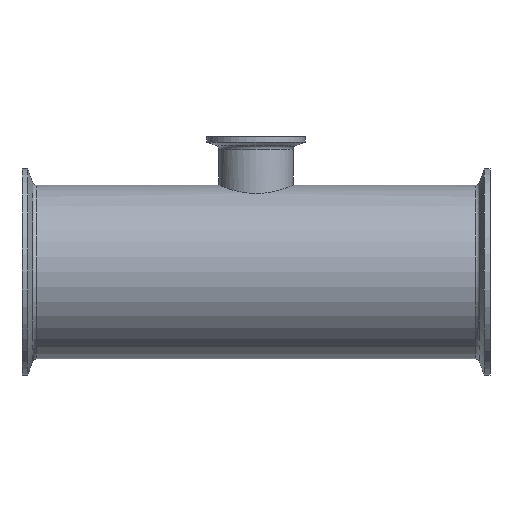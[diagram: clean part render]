
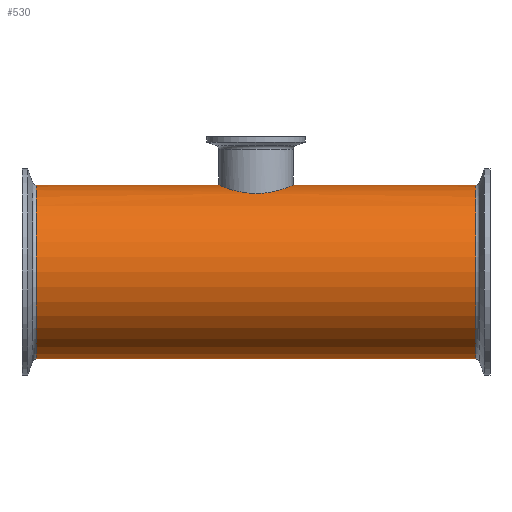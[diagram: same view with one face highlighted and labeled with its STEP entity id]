
A CAD part, front view. The second image highlights one B-rep face of the part: STEP entity #530.
In plain terms, the highlighted cylindrical face has radius 44.55 mm (diameter 89.1 mm), a full revolution.
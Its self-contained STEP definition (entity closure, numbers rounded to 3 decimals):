
#19=FACE_BOUND('',#139,.T.);
#29=B_SPLINE_CURVE_WITH_KNOTS('',3,(#876,#877,#878,#879,#880,#881,#882,
#883,#884,#885,#886,#887,#888,#889,#890,#891,#892,#893),.UNSPECIFIED.,.F.,
 .F.,(4,2,2,2,2,2,2,2,4),(0.,0.364,0.728,1.093,
1.457,1.821,2.184,2.548,2.912),
 .UNSPECIFIED.);
#30=B_SPLINE_CURVE_WITH_KNOTS('',3,(#894,#895,#896,#897,#898,#899,#900,
#901,#902,#903,#904,#905,#906,#907,#908,#909,#910,#911,#912,#913,#914,#915,
#916,#917,#918,#919,#920,#921,#922,#923,#924,#925,#926,#927,#928,#929,#930,
#931,#932,#933,#934,#935,#936,#937,#938,#939,#940,#941,#942,#943),
 .UNSPECIFIED.,.F.,.F.,(4,2,2,2,2,2,2,2,2,2,2,2,2,2,2,2,2,2,2,2,2,2,2,2,
4),(2.912,3.275,3.639,4.003,
4.366,4.731,5.095,5.459,5.823,
6.187,6.552,6.916,7.28,7.644,
8.007,8.371,8.735,9.099,9.462,
9.826,10.19,10.554,10.918,11.282,
11.646),.UNSPECIFIED.);
#35=CYLINDRICAL_SURFACE('',#622,44.55);
#48=LINE('',#1031,#64);
#64=VECTOR('',#787,44.55);
#100=FACE_OUTER_BOUND('',#138,.T.);
#138=EDGE_LOOP('',(#427,#428,#429,#430,#431,#432));
#139=EDGE_LOOP('',(#433,#434));
#192=CIRCLE('',#618,44.55);
#193=CIRCLE('',#619,44.55);
#195=CIRCLE('',#623,44.55);
#196=CIRCLE('',#624,44.55);
#219=VERTEX_POINT('',#873);
#220=VERTEX_POINT('',#875);
#245=VERTEX_POINT('',#1017);
#246=VERTEX_POINT('',#1019);
#248=VERTEX_POINT('',#1027);
#249=VERTEX_POINT('',#1028);
#272=EDGE_CURVE('',#220,#219,#29,.T.);
#273=EDGE_CURVE('',#219,#220,#30,.T.);
#309=EDGE_CURVE('',#245,#246,#192,.T.);
#310=EDGE_CURVE('',#246,#245,#193,.T.);
#313=EDGE_CURVE('',#248,#249,#195,.T.);
#314=EDGE_CURVE('',#249,#248,#196,.T.);
#315=EDGE_CURVE('',#249,#246,#48,.T.);
#427=ORIENTED_EDGE('',*,*,#313,.F.);
#428=ORIENTED_EDGE('',*,*,#314,.F.);
#429=ORIENTED_EDGE('',*,*,#315,.T.);
#430=ORIENTED_EDGE('',*,*,#309,.F.);
#431=ORIENTED_EDGE('',*,*,#310,.F.);
#432=ORIENTED_EDGE('',*,*,#315,.F.);
#433=ORIENTED_EDGE('',*,*,#272,.T.);
#434=ORIENTED_EDGE('',*,*,#273,.T.);
#530=ADVANCED_FACE('',(#100,#19),#35,.T.);
#618=AXIS2_PLACEMENT_3D('',#1020,#772,#773);
#619=AXIS2_PLACEMENT_3D('',#1021,#774,#775);
#622=AXIS2_PLACEMENT_3D('',#1026,#781,#782);
#623=AXIS2_PLACEMENT_3D('',#1029,#783,#784);
#624=AXIS2_PLACEMENT_3D('',#1030,#785,#786);
#772=DIRECTION('center_axis',(-1.,0.,0.));
#773=DIRECTION('ref_axis',(0.,0.,-1.));
#774=DIRECTION('center_axis',(-1.,0.,0.));
#775=DIRECTION('ref_axis',(0.,0.,-1.));
#781=DIRECTION('center_axis',(1.,0.,0.));
#782=DIRECTION('ref_axis',(0.,1.,0.));
#783=DIRECTION('center_axis',(1.,0.,0.));
#784=DIRECTION('ref_axis',(0.,0.,-1.));
#785=DIRECTION('center_axis',(1.,0.,0.));
#786=DIRECTION('ref_axis',(0.,0.,-1.));
#787=DIRECTION('',(-1.,0.,0.));
#873=CARTESIAN_POINT('',(-19.05,0.,44.55));
#875=CARTESIAN_POINT('',(0.,-19.05,40.272));
#876=CARTESIAN_POINT('Ctrl Pts',(0.,-19.05,40.272));
#877=CARTESIAN_POINT('Ctrl Pts',(-1.214,-19.05,40.272));
#878=CARTESIAN_POINT('Ctrl Pts',(-2.463,-18.932,40.328));
#879=CARTESIAN_POINT('Ctrl Pts',(-4.938,-18.442,40.554));
#880=CARTESIAN_POINT('Ctrl Pts',(-6.163,-18.07,40.724));
#881=CARTESIAN_POINT('Ctrl Pts',(-8.504,-17.094,41.144));
#882=CARTESIAN_POINT('Ctrl Pts',(-9.622,-16.489,41.393));
#883=CARTESIAN_POINT('Ctrl Pts',(-11.686,-15.096,41.921));
#884=CARTESIAN_POINT('Ctrl Pts',(-12.633,-14.308,42.199));
#885=CARTESIAN_POINT('Ctrl Pts',(-14.307,-12.634,42.73));
#886=CARTESIAN_POINT('Ctrl Pts',(-15.094,-11.688,43.003));
#887=CARTESIAN_POINT('Ctrl Pts',(-16.488,-9.623,43.511));
#888=CARTESIAN_POINT('Ctrl Pts',(-17.093,-8.504,43.747));
#889=CARTESIAN_POINT('Ctrl Pts',(-18.071,-6.162,44.138));
#890=CARTESIAN_POINT('Ctrl Pts',(-18.443,-4.936,44.293));
#891=CARTESIAN_POINT('Ctrl Pts',(-18.932,-2.461,44.499));
#892=CARTESIAN_POINT('Ctrl Pts',(-19.05,-1.212,44.55));
#893=CARTESIAN_POINT('Ctrl Pts',(-19.05,0.,44.55));
#894=CARTESIAN_POINT('Ctrl Pts',(-19.05,0.,44.55));
#895=CARTESIAN_POINT('Ctrl Pts',(-19.05,1.212,44.55));
#896=CARTESIAN_POINT('Ctrl Pts',(-18.932,2.461,44.499));
#897=CARTESIAN_POINT('Ctrl Pts',(-18.443,4.936,44.293));
#898=CARTESIAN_POINT('Ctrl Pts',(-18.071,6.162,44.138));
#899=CARTESIAN_POINT('Ctrl Pts',(-17.093,8.504,43.747));
#900=CARTESIAN_POINT('Ctrl Pts',(-16.488,9.623,43.511));
#901=CARTESIAN_POINT('Ctrl Pts',(-15.094,11.688,43.003));
#902=CARTESIAN_POINT('Ctrl Pts',(-14.307,12.634,42.73));
#903=CARTESIAN_POINT('Ctrl Pts',(-12.633,14.308,42.199));
#904=CARTESIAN_POINT('Ctrl Pts',(-11.686,15.096,41.921));
#905=CARTESIAN_POINT('Ctrl Pts',(-9.622,16.489,41.393));
#906=CARTESIAN_POINT('Ctrl Pts',(-8.504,17.094,41.144));
#907=CARTESIAN_POINT('Ctrl Pts',(-6.163,18.07,40.724));
#908=CARTESIAN_POINT('Ctrl Pts',(-4.938,18.442,40.554));
#909=CARTESIAN_POINT('Ctrl Pts',(-2.463,18.932,40.328));
#910=CARTESIAN_POINT('Ctrl Pts',(-1.214,19.05,40.272));
#911=CARTESIAN_POINT('Ctrl Pts',(1.214,19.05,40.272));
#912=CARTESIAN_POINT('Ctrl Pts',(2.463,18.932,40.328));
#913=CARTESIAN_POINT('Ctrl Pts',(4.938,18.442,40.554));
#914=CARTESIAN_POINT('Ctrl Pts',(6.163,18.07,40.724));
#915=CARTESIAN_POINT('Ctrl Pts',(8.504,17.094,41.144));
#916=CARTESIAN_POINT('Ctrl Pts',(9.622,16.489,41.393));
#917=CARTESIAN_POINT('Ctrl Pts',(11.686,15.096,41.921));
#918=CARTESIAN_POINT('Ctrl Pts',(12.633,14.308,42.199));
#919=CARTESIAN_POINT('Ctrl Pts',(14.307,12.634,42.73));
#920=CARTESIAN_POINT('Ctrl Pts',(15.094,11.688,43.003));
#921=CARTESIAN_POINT('Ctrl Pts',(16.488,9.623,43.511));
#922=CARTESIAN_POINT('Ctrl Pts',(17.093,8.504,43.747));
#923=CARTESIAN_POINT('Ctrl Pts',(18.071,6.162,44.138));
#924=CARTESIAN_POINT('Ctrl Pts',(18.443,4.936,44.293));
#925=CARTESIAN_POINT('Ctrl Pts',(18.932,2.461,44.499));
#926=CARTESIAN_POINT('Ctrl Pts',(19.05,1.212,44.55));
#927=CARTESIAN_POINT('Ctrl Pts',(19.05,-1.212,44.55));
#928=CARTESIAN_POINT('Ctrl Pts',(18.932,-2.461,44.499));
#929=CARTESIAN_POINT('Ctrl Pts',(18.443,-4.936,44.293));
#930=CARTESIAN_POINT('Ctrl Pts',(18.071,-6.162,44.138));
#931=CARTESIAN_POINT('Ctrl Pts',(17.093,-8.504,43.747));
#932=CARTESIAN_POINT('Ctrl Pts',(16.488,-9.623,43.511));
#933=CARTESIAN_POINT('Ctrl Pts',(15.094,-11.688,43.003));
#934=CARTESIAN_POINT('Ctrl Pts',(14.307,-12.634,42.73));
#935=CARTESIAN_POINT('Ctrl Pts',(12.633,-14.308,42.199));
#936=CARTESIAN_POINT('Ctrl Pts',(11.686,-15.096,41.921));
#937=CARTESIAN_POINT('Ctrl Pts',(9.622,-16.489,41.393));
#938=CARTESIAN_POINT('Ctrl Pts',(8.504,-17.094,41.144));
#939=CARTESIAN_POINT('Ctrl Pts',(6.163,-18.07,40.724));
#940=CARTESIAN_POINT('Ctrl Pts',(4.938,-18.442,40.554));
#941=CARTESIAN_POINT('Ctrl Pts',(2.463,-18.932,40.328));
#942=CARTESIAN_POINT('Ctrl Pts',(1.214,-19.05,40.272));
#943=CARTESIAN_POINT('Ctrl Pts',(0.,-19.05,40.272));
#1017=CARTESIAN_POINT('',(-112.674,0.,44.55));
#1019=CARTESIAN_POINT('',(-112.674,-44.55,0.));
#1020=CARTESIAN_POINT('Origin',(-112.674,0.,0.));
#1021=CARTESIAN_POINT('Origin',(-112.674,0.,0.));
#1026=CARTESIAN_POINT('Origin',(0.,0.,0.));
#1027=CARTESIAN_POINT('',(112.674,0.,-44.55));
#1028=CARTESIAN_POINT('',(112.674,-44.55,0.));
#1029=CARTESIAN_POINT('Origin',(112.674,0.,0.));
#1030=CARTESIAN_POINT('Origin',(112.674,0.,0.));
#1031=CARTESIAN_POINT('',(0.,-44.55,0.));
